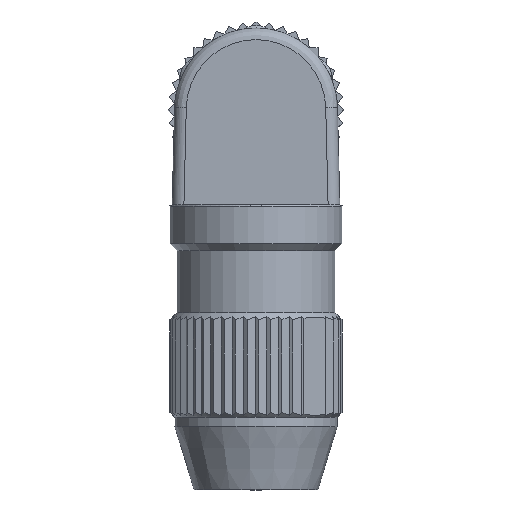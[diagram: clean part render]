
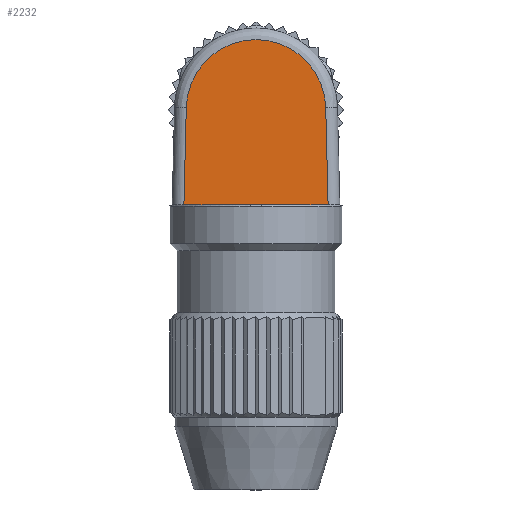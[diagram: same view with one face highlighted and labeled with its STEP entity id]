
A CAD part, top view. The second image highlights one B-rep face of the part: STEP entity #2232.
In plain terms, the highlighted planar face has unit normal (0, 0, 1).
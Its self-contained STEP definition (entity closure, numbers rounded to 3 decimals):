
#2232=ADVANCED_FACE('',(#2787),#2533,.T.);
#2533=PLANE('',#7538);
#2787=FACE_OUTER_BOUND('',#3050,.T.);
#3050=EDGE_LOOP('',(#3672,#3673,#3674,#3675,#3676,#3677));
#3430=CIRCLE('',#7537,5.95);
#3672=ORIENTED_EDGE('',*,*,#5689,.T.);
#3673=ORIENTED_EDGE('',*,*,#5690,.T.);
#3674=ORIENTED_EDGE('',*,*,#5691,.T.);
#3675=ORIENTED_EDGE('',*,*,#5605,.T.);
#3676=ORIENTED_EDGE('',*,*,#5692,.T.);
#3677=ORIENTED_EDGE('',*,*,#5611,.T.);
#5090=VERTEX_POINT('',#9177);
#5091=VERTEX_POINT('',#9179);
#5096=VERTEX_POINT('',#9194);
#5097=VERTEX_POINT('',#9195);
#5146=VERTEX_POINT('',#9383);
#5147=VERTEX_POINT('',#9385);
#5605=EDGE_CURVE('',#5091,#5090,#6381,.T.);
#5611=EDGE_CURVE('',#5096,#5097,#6386,.T.);
#5689=EDGE_CURVE('',#5097,#5146,#6447,.T.);
#5690=EDGE_CURVE('',#5146,#5147,#3430,.T.);
#5691=EDGE_CURVE('',#5147,#5091,#6448,.T.);
#5692=EDGE_CURVE('',#5090,#5096,#6449,.T.);
#6381=LINE('',#9178,#6782);
#6386=LINE('',#9193,#6787);
#6447=LINE('',#9382,#6848);
#6448=LINE('',#9386,#6849);
#6449=LINE('',#9387,#6850);
#6782=VECTOR('',#7927,1.);
#6787=VECTOR('',#7934,1.);
#6848=VECTOR('',#8075,1.);
#6849=VECTOR('',#8078,1.);
#6850=VECTOR('',#8079,1.);
#7537=AXIS2_PLACEMENT_3D('',#9384,#8076,#8077);
#7538=AXIS2_PLACEMENT_3D('',#9388,#8080,#8081);
#7927=DIRECTION('',(1.,0.,0.));
#7934=DIRECTION('',(1.,0.,0.));
#8075=DIRECTION('',(-0.024,1.,0.));
#8076=DIRECTION('',(0.,0.,1.));
#8077=DIRECTION('',(1.,0.024,0.));
#8078=DIRECTION('',(-0.024,-1.,0.));
#8079=DIRECTION('',(1.,0.,0.));
#8080=DIRECTION('',(0.,0.,1.));
#8081=DIRECTION('',(-1.,0.,0.));
#9177=CARTESIAN_POINT('',(-1.691,-8.15,36.5));
#9178=CARTESIAN_POINT('',(-6.15,-8.15,36.5));
#9179=CARTESIAN_POINT('',(-6.15,-8.15,36.5));
#9193=CARTESIAN_POINT('',(-6.15,-8.15,36.5));
#9194=CARTESIAN_POINT('',(1.691,-8.15,36.5));
#9195=CARTESIAN_POINT('',(6.15,-8.15,36.5));
#9382=CARTESIAN_POINT('',(6.15,-8.15,36.5));
#9383=CARTESIAN_POINT('',(5.948,0.144,36.5));
#9384=CARTESIAN_POINT('',(0.,0.,36.5));
#9385=CARTESIAN_POINT('',(-5.948,0.144,36.5));
#9386=CARTESIAN_POINT('',(-5.948,0.144,36.5));
#9387=CARTESIAN_POINT('',(-6.15,-8.15,36.5));
#9388=CARTESIAN_POINT('',(7.507,7.328,36.5));
